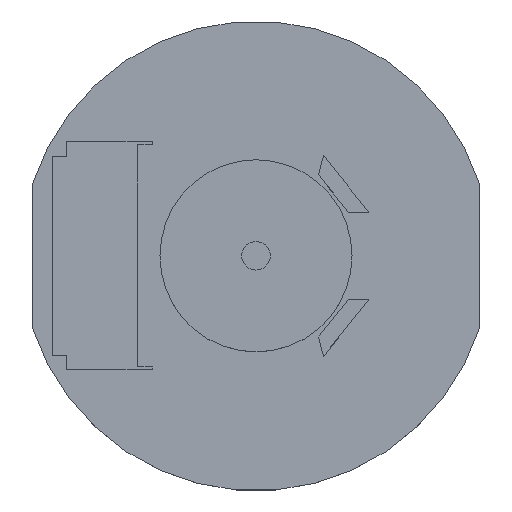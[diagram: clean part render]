
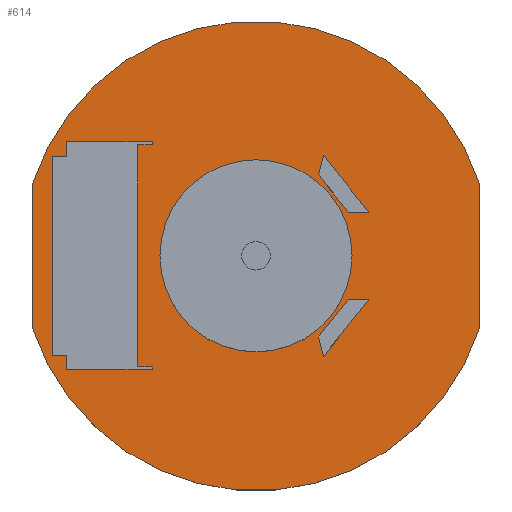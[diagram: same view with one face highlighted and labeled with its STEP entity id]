
A CAD part, top view. The second image highlights one B-rep face of the part: STEP entity #614.
In plain terms, the highlighted planar face has unit normal (0, 0, 1).
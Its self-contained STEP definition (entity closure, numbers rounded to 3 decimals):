
#17=FACE_BOUND('',#107,.T.);
#18=FACE_BOUND('',#108,.T.);
#19=FACE_BOUND('',#109,.T.);
#20=FACE_BOUND('',#110,.T.);
#25=CIRCLE('',#661,1.);
#28=CIRCLE('',#668,16.5);
#30=CIRCLE('',#672,16.5);
#69=FACE_OUTER_BOUND('',#106,.T.);
#106=EDGE_LOOP('',(#522,#523,#524,#525));
#107=EDGE_LOOP('',(#526,#527,#528,#529));
#108=EDGE_LOOP('',(#530,#531,#532,#533));
#109=EDGE_LOOP('',(#534,#535,#536,#537,#538,#539,#540,#541,#542,#543,#544,
#545));
#110=EDGE_LOOP('',(#546));
#112=LINE('',#842,#183);
#116=LINE('',#850,#187);
#119=LINE('',#856,#190);
#122=LINE('',#861,#193);
#124=LINE('',#867,#195);
#128=LINE('',#875,#199);
#131=LINE('',#881,#202);
#134=LINE('',#886,#205);
#136=LINE('',#892,#207);
#140=LINE('',#900,#211);
#143=LINE('',#906,#214);
#146=LINE('',#912,#217);
#149=LINE('',#918,#220);
#152=LINE('',#924,#223);
#155=LINE('',#930,#226);
#158=LINE('',#936,#229);
#161=LINE('',#942,#232);
#164=LINE('',#948,#235);
#167=LINE('',#954,#238);
#170=LINE('',#959,#241);
#177=LINE('',#990,#248);
#181=LINE('',#1002,#252);
#183=VECTOR('',#679,10.);
#187=VECTOR('',#685,10.);
#190=VECTOR('',#690,10.);
#193=VECTOR('',#695,10.);
#195=VECTOR('',#701,10.);
#199=VECTOR('',#707,10.);
#202=VECTOR('',#712,10.);
#205=VECTOR('',#717,10.);
#207=VECTOR('',#723,10.);
#211=VECTOR('',#729,10.);
#214=VECTOR('',#734,10.);
#217=VECTOR('',#739,10.);
#220=VECTOR('',#744,10.);
#223=VECTOR('',#749,10.);
#226=VECTOR('',#754,10.);
#229=VECTOR('',#759,10.);
#232=VECTOR('',#764,10.);
#235=VECTOR('',#769,10.);
#238=VECTOR('',#774,10.);
#241=VECTOR('',#779,10.);
#248=VECTOR('',#814,10.);
#252=VECTOR('',#826,10.);
#254=VERTEX_POINT('',#840);
#255=VERTEX_POINT('',#841);
#258=VERTEX_POINT('',#849);
#260=VERTEX_POINT('',#855);
#262=VERTEX_POINT('',#865);
#263=VERTEX_POINT('',#866);
#266=VERTEX_POINT('',#874);
#268=VERTEX_POINT('',#880);
#270=VERTEX_POINT('',#890);
#271=VERTEX_POINT('',#891);
#274=VERTEX_POINT('',#899);
#276=VERTEX_POINT('',#905);
#278=VERTEX_POINT('',#911);
#280=VERTEX_POINT('',#917);
#282=VERTEX_POINT('',#923);
#284=VERTEX_POINT('',#929);
#286=VERTEX_POINT('',#935);
#288=VERTEX_POINT('',#941);
#290=VERTEX_POINT('',#947);
#292=VERTEX_POINT('',#953);
#298=VERTEX_POINT('',#975);
#302=VERTEX_POINT('',#987);
#303=VERTEX_POINT('',#989);
#305=VERTEX_POINT('',#995);
#307=VERTEX_POINT('',#1001);
#308=EDGE_CURVE('',#254,#255,#112,.T.);
#312=EDGE_CURVE('',#255,#258,#116,.T.);
#315=EDGE_CURVE('',#258,#260,#119,.T.);
#318=EDGE_CURVE('',#260,#254,#122,.T.);
#320=EDGE_CURVE('',#262,#263,#124,.T.);
#324=EDGE_CURVE('',#263,#266,#128,.T.);
#327=EDGE_CURVE('',#266,#268,#131,.T.);
#330=EDGE_CURVE('',#268,#262,#134,.T.);
#332=EDGE_CURVE('',#270,#271,#136,.T.);
#336=EDGE_CURVE('',#271,#274,#140,.T.);
#339=EDGE_CURVE('',#274,#276,#143,.T.);
#342=EDGE_CURVE('',#276,#278,#146,.T.);
#345=EDGE_CURVE('',#278,#280,#149,.T.);
#348=EDGE_CURVE('',#280,#282,#152,.T.);
#351=EDGE_CURVE('',#282,#284,#155,.T.);
#354=EDGE_CURVE('',#284,#286,#158,.T.);
#357=EDGE_CURVE('',#286,#288,#161,.T.);
#360=EDGE_CURVE('',#288,#290,#164,.T.);
#363=EDGE_CURVE('',#290,#292,#167,.T.);
#366=EDGE_CURVE('',#292,#270,#170,.T.);
#374=EDGE_CURVE('',#298,#298,#25,.T.);
#379=EDGE_CURVE('',#303,#302,#177,.T.);
#382=EDGE_CURVE('',#305,#303,#28,.T.);
#385=EDGE_CURVE('',#307,#305,#181,.T.);
#388=EDGE_CURVE('',#302,#307,#30,.T.);
#522=ORIENTED_EDGE('',*,*,#388,.T.);
#523=ORIENTED_EDGE('',*,*,#385,.T.);
#524=ORIENTED_EDGE('',*,*,#382,.T.);
#525=ORIENTED_EDGE('',*,*,#379,.T.);
#526=ORIENTED_EDGE('',*,*,#308,.T.);
#527=ORIENTED_EDGE('',*,*,#312,.T.);
#528=ORIENTED_EDGE('',*,*,#315,.T.);
#529=ORIENTED_EDGE('',*,*,#318,.T.);
#530=ORIENTED_EDGE('',*,*,#320,.T.);
#531=ORIENTED_EDGE('',*,*,#324,.T.);
#532=ORIENTED_EDGE('',*,*,#327,.T.);
#533=ORIENTED_EDGE('',*,*,#330,.T.);
#534=ORIENTED_EDGE('',*,*,#332,.T.);
#535=ORIENTED_EDGE('',*,*,#336,.T.);
#536=ORIENTED_EDGE('',*,*,#339,.T.);
#537=ORIENTED_EDGE('',*,*,#342,.T.);
#538=ORIENTED_EDGE('',*,*,#345,.T.);
#539=ORIENTED_EDGE('',*,*,#348,.T.);
#540=ORIENTED_EDGE('',*,*,#351,.T.);
#541=ORIENTED_EDGE('',*,*,#354,.T.);
#542=ORIENTED_EDGE('',*,*,#357,.T.);
#543=ORIENTED_EDGE('',*,*,#360,.T.);
#544=ORIENTED_EDGE('',*,*,#363,.T.);
#545=ORIENTED_EDGE('',*,*,#366,.T.);
#546=ORIENTED_EDGE('',*,*,#374,.T.);
#579=PLANE('',#673);
#614=ADVANCED_FACE('',(#69,#17,#18,#19,#20),#579,.T.);
#661=AXIS2_PLACEMENT_3D('',#977,#801,#802);
#668=AXIS2_PLACEMENT_3D('',#996,#820,#821);
#672=AXIS2_PLACEMENT_3D('',#1006,#832,#833);
#673=AXIS2_PLACEMENT_3D('',#1007,#834,#835);
#679=DIRECTION('',(-0.623,-0.782,0.));
#685=DIRECTION('',(-0.257,0.966,0.));
#690=DIRECTION('',(0.622,0.783,0.));
#695=DIRECTION('',(1.,0.,0.));
#701=DIRECTION('',(0.623,-0.782,0.));
#707=DIRECTION('',(-1.,0.,0.));
#712=DIRECTION('',(-0.622,0.783,0.));
#717=DIRECTION('',(0.257,0.966,0.));
#723=DIRECTION('',(0.,1.,0.));
#729=DIRECTION('',(-1.,0.,0.));
#734=DIRECTION('',(0.,1.,0.));
#739=DIRECTION('',(1.,0.,0.));
#744=DIRECTION('',(0.,1.,0.));
#749=DIRECTION('',(1.,0.,0.));
#754=DIRECTION('',(0.,-1.,0.));
#759=DIRECTION('',(-1.,0.,0.));
#764=DIRECTION('',(0.,-1.,0.));
#769=DIRECTION('',(1.,0.,0.));
#774=DIRECTION('',(0.,-1.,0.));
#779=DIRECTION('',(-1.,0.,0.));
#801=DIRECTION('center_axis',(0.,0.,-1.));
#802=DIRECTION('ref_axis',(1.,0.,0.));
#814=DIRECTION('',(0.,1.,0.));
#820=DIRECTION('center_axis',(0.,0.,1.));
#821=DIRECTION('ref_axis',(-0.952,-0.308,0.));
#826=DIRECTION('',(0.,-1.,0.));
#832=DIRECTION('center_axis',(0.,0.,1.));
#833=DIRECTION('ref_axis',(0.952,0.308,0.));
#834=DIRECTION('center_axis',(0.,0.,1.));
#835=DIRECTION('ref_axis',(1.,0.,0.));
#840=CARTESIAN_POINT('',(7.934,-3.05,1.7));
#841=CARTESIAN_POINT('',(4.748,-7.05,1.7));
#842=CARTESIAN_POINT('',(5.545,-6.05,1.7));
#849=CARTESIAN_POINT('',(4.391,-5.706,1.7));
#850=CARTESIAN_POINT('',(3.537,-2.496,1.7));
#855=CARTESIAN_POINT('',(6.5,-3.05,1.7));
#856=CARTESIAN_POINT('',(5.986,-3.697,1.7));
#861=CARTESIAN_POINT('',(3.967,-3.05,1.7));
#865=CARTESIAN_POINT('',(4.748,7.05,1.7));
#866=CARTESIAN_POINT('',(7.934,3.05,1.7));
#867=CARTESIAN_POINT('',(7.138,4.05,1.7));
#874=CARTESIAN_POINT('',(6.5,3.05,1.7));
#875=CARTESIAN_POINT('',(3.25,3.05,1.7));
#880=CARTESIAN_POINT('',(4.391,5.706,1.7));
#881=CARTESIAN_POINT('',(4.931,5.025,1.7));
#886=CARTESIAN_POINT('',(3.716,3.168,1.7));
#890=CARTESIAN_POINT('',(-13.3,-8.,1.7));
#891=CARTESIAN_POINT('',(-13.3,-7.,1.7));
#892=CARTESIAN_POINT('',(-13.3,-3.5,1.7));
#899=CARTESIAN_POINT('',(-14.3,-7.,1.7));
#900=CARTESIAN_POINT('',(-7.15,-7.,1.7));
#905=CARTESIAN_POINT('',(-14.3,7.,1.7));
#906=CARTESIAN_POINT('',(-14.3,3.5,1.7));
#911=CARTESIAN_POINT('',(-13.3,7.,1.7));
#912=CARTESIAN_POINT('',(-6.65,7.,1.7));
#917=CARTESIAN_POINT('',(-13.3,8.,1.7));
#918=CARTESIAN_POINT('',(-13.3,4.,1.7));
#923=CARTESIAN_POINT('',(-7.3,8.,1.7));
#924=CARTESIAN_POINT('',(-3.65,8.,1.7));
#929=CARTESIAN_POINT('',(-7.3,7.8,1.7));
#930=CARTESIAN_POINT('',(-7.3,3.9,1.7));
#935=CARTESIAN_POINT('',(-8.3,7.8,1.7));
#936=CARTESIAN_POINT('',(-4.15,7.8,1.7));
#941=CARTESIAN_POINT('',(-8.3,-7.8,1.7));
#942=CARTESIAN_POINT('',(-8.3,-3.9,1.7));
#947=CARTESIAN_POINT('',(-7.3,-7.8,1.7));
#948=CARTESIAN_POINT('',(-3.65,-7.8,1.7));
#953=CARTESIAN_POINT('',(-7.3,-8.,1.7));
#954=CARTESIAN_POINT('',(-7.3,-4.,1.7));
#959=CARTESIAN_POINT('',(-6.65,-8.,1.7));
#975=CARTESIAN_POINT('',(-1.,0.,1.7));
#977=CARTESIAN_POINT('Origin',(0.,0.,1.7));
#987=CARTESIAN_POINT('',(15.7,5.075,1.7));
#989=CARTESIAN_POINT('',(15.7,-5.075,1.7));
#990=CARTESIAN_POINT('',(15.7,-5.075,1.7));
#995=CARTESIAN_POINT('',(-15.7,-5.075,1.7));
#996=CARTESIAN_POINT('Origin',(0.,0.,1.7));
#1001=CARTESIAN_POINT('',(-15.7,5.075,1.7));
#1002=CARTESIAN_POINT('',(-15.7,5.075,1.7));
#1006=CARTESIAN_POINT('Origin',(0.,0.,1.7));
#1007=CARTESIAN_POINT('Origin',(0.,0.,1.7));
